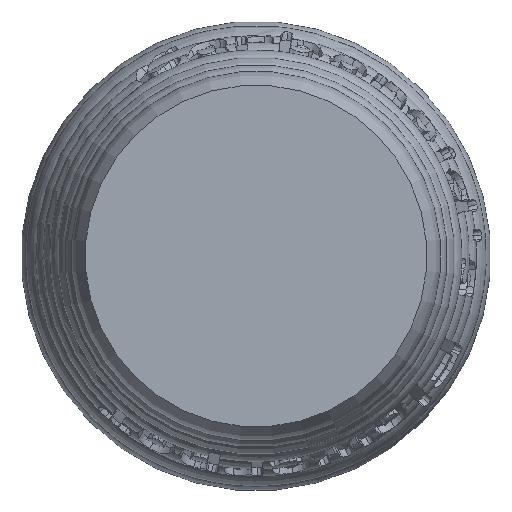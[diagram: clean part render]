
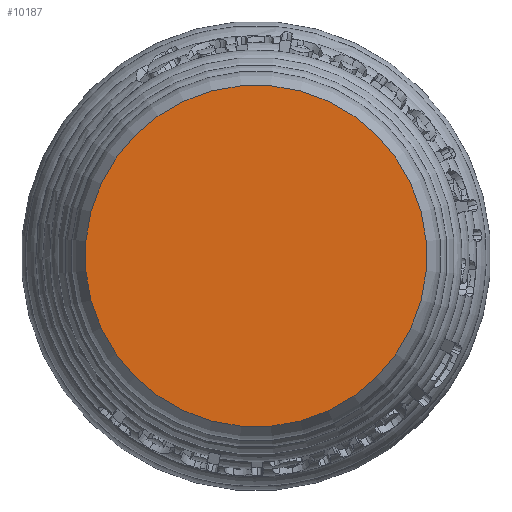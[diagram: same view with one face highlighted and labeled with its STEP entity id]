
A CAD part, front view. The second image highlights one B-rep face of the part: STEP entity #10187.
In plain terms, the highlighted planar face has unit normal (0, -1, 0).
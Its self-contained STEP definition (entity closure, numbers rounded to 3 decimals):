
#28=PLANE('',#10435);
#3026=FACE_OUTER_BOUND('',#3580,.T.);
#3580=EDGE_LOOP('',(#9552,#9553));
#3707=CIRCLE('',#10436,50.);
#3708=CIRCLE('',#10437,50.);
#4779=VERTEX_POINT('',#37299);
#4780=VERTEX_POINT('',#37300);
#6377=EDGE_CURVE('',#4779,#4780,#3707,.T.);
#6378=EDGE_CURVE('',#4780,#4779,#3708,.T.);
#9552=ORIENTED_EDGE('',*,*,#6377,.F.);
#9553=ORIENTED_EDGE('',*,*,#6378,.F.);
#10187=ADVANCED_FACE('',(#3026),#28,.T.);
#10435=AXIS2_PLACEMENT_3D('',#37298,#11368,#11369);
#10436=AXIS2_PLACEMENT_3D('',#37301,#11370,#11371);
#10437=AXIS2_PLACEMENT_3D('',#37302,#11372,#11373);
#11368=DIRECTION('center_axis',(0.,-1.,0.));
#11369=DIRECTION('ref_axis',(0.,0.,-1.));
#11370=DIRECTION('center_axis',(0.,1.,0.));
#11371=DIRECTION('ref_axis',(1.,0.,0.));
#11372=DIRECTION('center_axis',(0.,1.,0.));
#11373=DIRECTION('ref_axis',(1.,0.,0.));
#37298=CARTESIAN_POINT('Origin',(0.,-5.,50.));
#37299=CARTESIAN_POINT('',(0.,-5.,50.));
#37300=CARTESIAN_POINT('',(0.,-5.,-50.));
#37301=CARTESIAN_POINT('Origin',(0.,-5.,0.));
#37302=CARTESIAN_POINT('Origin',(0.,-5.,0.));
